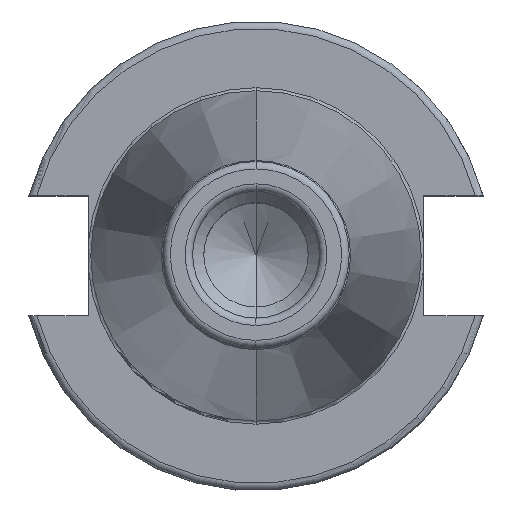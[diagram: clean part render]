
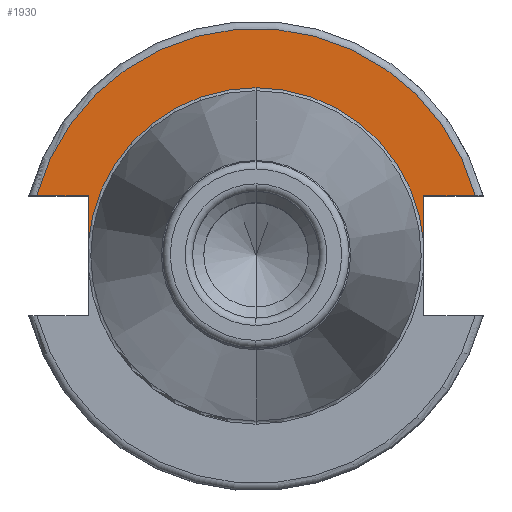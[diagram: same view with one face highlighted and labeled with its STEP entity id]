
A CAD part, top view. The second image highlights one B-rep face of the part: STEP entity #1930.
In plain terms, the highlighted planar face has unit normal (0, 0, 1).
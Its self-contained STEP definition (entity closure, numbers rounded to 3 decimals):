
#498=CARTESIAN_POINT('',(0,0,10));
#499=DIRECTION('',(0,0,1));
#500=DIRECTION('',(0,1,0));
#501=AXIS2_PLACEMENT_3D('',#498,#499,#500);
#572=DIRECTION('',(0,1,0));
#573=VECTOR('',#572,6.317);
#574=CARTESIAN_POINT('',(-22.5,1.733,10));
#575=LINE('',#574,#573);
#576=DIRECTION('',(1,0,0));
#577=VECTOR('',#576,6.918);
#578=CARTESIAN_POINT('',(-29.418,8.05,10));
#579=LINE('',#578,#577);
#580=DIRECTION('',(-1,0,0));
#581=VECTOR('',#580,6.918);
#582=CARTESIAN_POINT('',(29.418,8.05,10));
#583=LINE('',#582,#581);
#584=DIRECTION('',(0,-1,0));
#585=VECTOR('',#584,6.317);
#586=CARTESIAN_POINT('',(22.5,8.05,10));
#587=LINE('',#586,#585);
#602=CARTESIAN_POINT('',(0,0,10));
#603=DIRECTION('',(0,0,-1));
#604=DIRECTION('',(0,1,0));
#605=AXIS2_PLACEMENT_3D('',#602,#603,#604);
#729=CARTESIAN_POINT('',(0,0,10));
#730=DIRECTION('',(0,0,1));
#731=DIRECTION('',(0.965,0.264,0));
#732=AXIS2_PLACEMENT_3D('',#729,#730,#731);
#881=CARTESIAN_POINT('',(0,22.567,10));
#883=VERTEX_POINT('',#881);
#1013=CARTESIAN_POINT('',(-22.5,1.733,10));
#1014=CARTESIAN_POINT('',(-22.5,8.05,10));
#1015=VERTEX_POINT('',#1013);
#1016=VERTEX_POINT('',#1014);
#1017=CARTESIAN_POINT('',(-29.418,8.05,10));
#1018=VERTEX_POINT('',#1017);
#1019=CARTESIAN_POINT('',(22.5,8.05,10));
#1020=CARTESIAN_POINT('',(22.5,1.733,10));
#1021=VERTEX_POINT('',#1019);
#1022=VERTEX_POINT('',#1020);
#1029=CARTESIAN_POINT('',(29.418,8.05,10));
#1030=VERTEX_POINT('',#1029);
#1911=CARTESIAN_POINT('',(0,0,10));
#1912=DIRECTION('',(0,0,-1));
#1913=DIRECTION('',(0,-1,0));
#1914=AXIS2_PLACEMENT_3D('',#1911,#1912,#1913);
#1915=PLANE('',#1914);
#1916=ORIENTED_EDGE('',*,*,#1835,.T.);
#1918=ORIENTED_EDGE('',*,*,#1917,.F.);
#1920=ORIENTED_EDGE('',*,*,#1919,.F.);
#1922=ORIENTED_EDGE('',*,*,#1921,.T.);
#1924=ORIENTED_EDGE('',*,*,#1923,.T.);
#1926=ORIENTED_EDGE('',*,*,#1925,.F.);
#1927=ORIENTED_EDGE('',*,*,#1814,.T.);
#1928=EDGE_LOOP('',(#1916,#1918,#1920,#1922,#1924,#1926,#1927));
#1929=FACE_OUTER_BOUND('',#1928,.F.);
#1930=ADVANCED_FACE('',(#1929),#1915,.F.);
#502=CIRCLE('',#501,22.567);
#606=CIRCLE('',#605,22.567);
#733=CIRCLE('',#732,30.5);
#1814=EDGE_CURVE('',#883,#1015,#502,.T.);
#1835=EDGE_CURVE('',#1015,#1016,#575,.T.);
#1917=EDGE_CURVE('',#1018,#1016,#579,.T.);
#1919=EDGE_CURVE('',#1030,#1018,#733,.T.);
#1921=EDGE_CURVE('',#1030,#1021,#583,.T.);
#1923=EDGE_CURVE('',#1021,#1022,#587,.T.);
#1925=EDGE_CURVE('',#883,#1022,#606,.T.);
